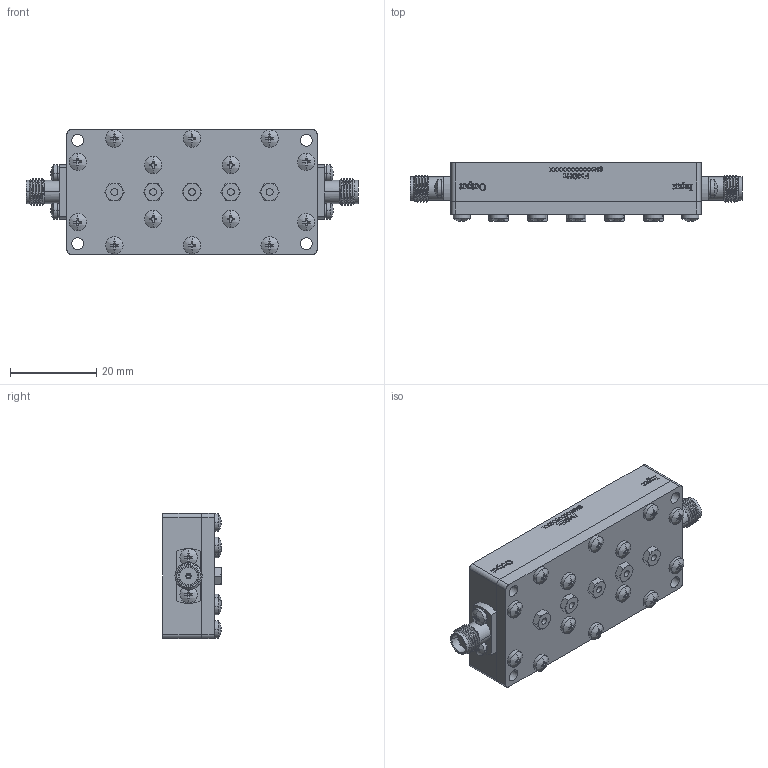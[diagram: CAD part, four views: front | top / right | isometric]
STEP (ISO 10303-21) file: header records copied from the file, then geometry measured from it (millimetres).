
FILE_DESCRIPTION (( 'STEP AP214' ), '1' );
FILE_NAME ('FMFL1021_3D.step', '2024-06-07T18:17:47', ( '' ), ( '' ), 'SwSTEP 2.0', 'SolidWorks 2022', '' );
FILE_SCHEMA (( 'AUTOMOTIVE_DESIGN' ));
Length unit declared in the file: millimetre
Products named in the file (1): FMFL1021_3D
Bounding box: 77 x 13.6 x 29 mm (x, y, z)
Volume: 15614.4 mm3; surface area: 10954.3 mm2
Topology: 1 solids, 31 shells, 1812 faces, 4897 edges, 3206 vertices
Faces by surface type: plane 1278, cylinder 378, cone 116, bspline 40
Entity records: 59931 total; most frequent: CARTESIAN_POINT 15120, ORIENTED_EDGE 9730, DIRECTION 8705, EDGE_CURVE 4865, VECTOR 3383, LINE 3383, VERTEX_POINT 3206, AXIS2_PLACEMENT_3D 2661
